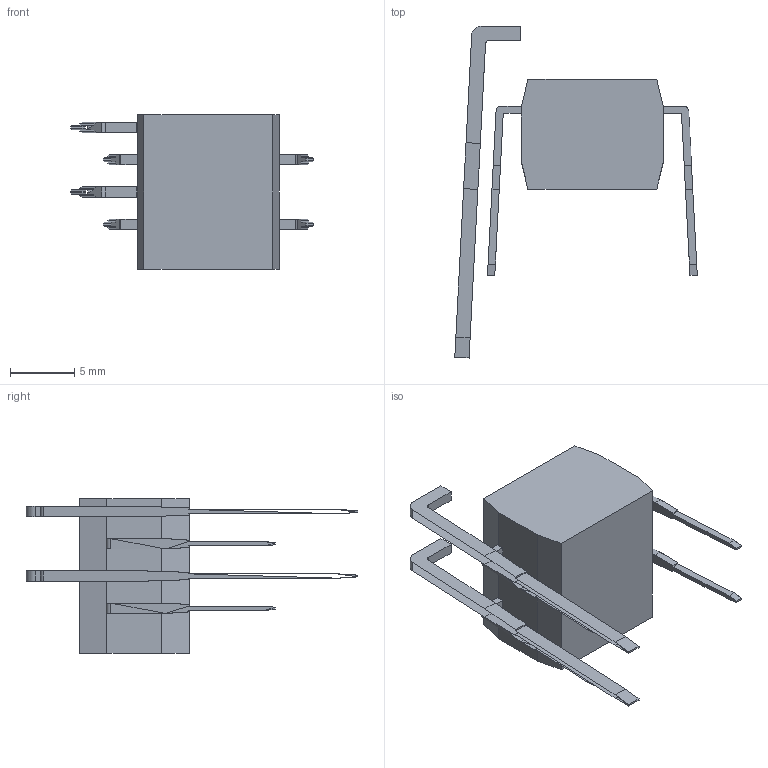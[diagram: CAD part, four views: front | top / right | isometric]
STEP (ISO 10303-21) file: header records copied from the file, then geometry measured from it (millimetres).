
FILE_DESCRIPTION (( 'STEP AP214' ), '1' );
FILE_NAME ( 'DIP500P500X850-4N.step', '2017-11-19T14:53:4', ( '' ), ( '' ), 'EDABuilder', 'EMA Design Automation', '' );
FILE_SCHEMA (( 'AUTOMOTIVE_DESIGN' ));
Length unit declared in the file: millimetre
Products named in the file (1): face1_BC
Bounding box: 18.82 x 25.75 x 12 mm (x, y, z)
Volume: 1187.4 mm3; surface area: 795.3 mm2
Topology: 7 solids, 7 shells, 118 faces, 312 edges, 208 vertices
Faces by surface type: plane 106, cylinder 12
Entity records: 3709 total; most frequent: CARTESIAN_POINT 646, ORIENTED_EDGE 624, DIRECTION 588, EDGE_CURVE 312, LINE 288, VECTOR 288, VERTEX_POINT 208, AXIS2_PLACEMENT_3D 150
